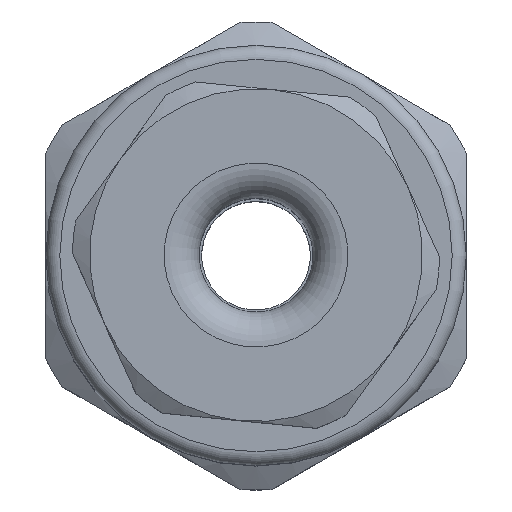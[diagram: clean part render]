
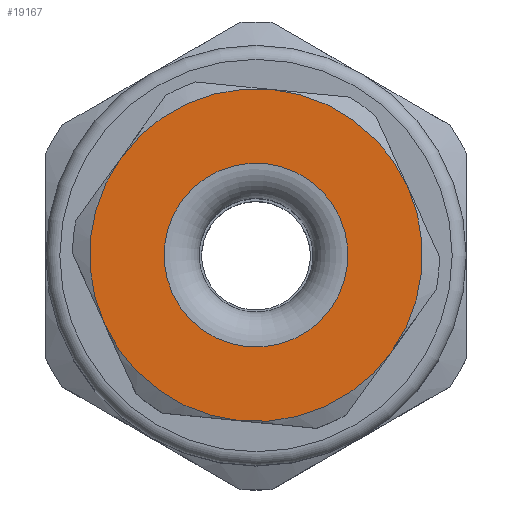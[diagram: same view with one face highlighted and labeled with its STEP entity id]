
A CAD part, top view. The second image highlights one B-rep face of the part: STEP entity #19167.
In plain terms, the highlighted planar face has unit normal (0, 0, 1).
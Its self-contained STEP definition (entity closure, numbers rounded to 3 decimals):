
#18176=CARTESIAN_POINT('',(-0.934,-9.454,47.0));
#18177=VERTEX_POINT('',#18176);
#18224=CARTESIAN_POINT('',(-8.654,-3.918,47.0));
#18225=VERTEX_POINT('',#18224);
#18272=CARTESIAN_POINT('',(-7.721,5.536,47.0));
#18273=VERTEX_POINT('',#18272);
#18320=CARTESIAN_POINT('',(0.934,9.454,47.0));
#18321=VERTEX_POINT('',#18320);
#18368=CARTESIAN_POINT('',(8.654,3.918,47.0));
#18369=VERTEX_POINT('',#18368);
#18416=CARTESIAN_POINT('',(7.721,-5.536,47.0));
#18417=VERTEX_POINT('',#18416);
#18454=CARTESIAN_POINT('',(0.0,-0.0,47.0));
#18455=DIRECTION('',(0.0,0.0,-1.0));
#18456=DIRECTION('',(-0.813,0.583,0.0));
#18457=AXIS2_PLACEMENT_3D('',#18454,#18455,#18456);
#18458=CIRCLE('',#18457,9.5);
#18459=EDGE_CURVE('no 636',#18417,#18177,#18458,.T.);
#18478=CARTESIAN_POINT('',(0.0,-0.0,47.0));
#18479=DIRECTION('',(0.0,0.0,-1.0));
#18480=DIRECTION('',(-0.813,0.583,0.0));
#18481=AXIS2_PLACEMENT_3D('',#18478,#18479,#18480);
#18482=CIRCLE('',#18481,9.5);
#18483=EDGE_CURVE('no 635',#18369,#18417,#18482,.T.);
#18502=CARTESIAN_POINT('',(0.0,-0.0,47.0));
#18503=DIRECTION('',(0.0,0.0,-1.0));
#18504=DIRECTION('',(-0.813,0.583,0.0));
#18505=AXIS2_PLACEMENT_3D('',#18502,#18503,#18504);
#18506=CIRCLE('',#18505,9.5);
#18507=EDGE_CURVE('no 634',#18321,#18369,#18506,.T.);
#18526=CARTESIAN_POINT('',(0.0,-0.0,47.0));
#18527=DIRECTION('',(0.0,0.0,-1.0));
#18528=DIRECTION('',(-0.813,0.583,0.0));
#18529=AXIS2_PLACEMENT_3D('',#18526,#18527,#18528);
#18530=CIRCLE('',#18529,9.5);
#18531=EDGE_CURVE('no 633',#18273,#18321,#18530,.T.);
#18550=CARTESIAN_POINT('',(0.0,-0.0,47.0));
#18551=DIRECTION('',(0.0,0.0,-1.0));
#18552=DIRECTION('',(-0.813,0.583,0.0));
#18553=AXIS2_PLACEMENT_3D('',#18550,#18551,#18552);
#18554=CIRCLE('',#18553,9.5);
#18555=EDGE_CURVE('no 638',#18225,#18273,#18554,.T.);
#18574=CARTESIAN_POINT('',(0.0,-0.0,47.0));
#18575=DIRECTION('',(0.0,0.0,-1.0));
#18576=DIRECTION('',(-0.813,0.583,0.0));
#18577=AXIS2_PLACEMENT_3D('',#18574,#18575,#18576);
#18578=CIRCLE('',#18577,9.5);
#18579=EDGE_CURVE('no 637',#18177,#18225,#18578,.T.);
#19143=CARTESIAN_POINT('',(4.267,-3.059,47.0));
#19144=VERTEX_POINT('',#19143);
#19145=CARTESIAN_POINT('',(0.0,-0.0,47.0));
#19146=DIRECTION('',(0.0,0.0,-1.0));
#19147=DIRECTION('',(0.813,-0.583,-0.0));
#19148=AXIS2_PLACEMENT_3D('',#19145,#19146,#19147);
#19149=CIRCLE('',#19148,5.25);
#19150=EDGE_CURVE('no 960',#19144,#19144,#19149,.T.);
#19151=ORIENTED_EDGE('',*,*,#19150,.T.);
#19152=EDGE_LOOP('',(#19151));
#19153=FACE_OUTER_BOUND('',#19152,.T.);
#19154=ORIENTED_EDGE('',*,*,#18459,.F.);
#19155=ORIENTED_EDGE('',*,*,#18483,.F.);
#19156=ORIENTED_EDGE('',*,*,#18507,.F.);
#19157=ORIENTED_EDGE('',*,*,#18531,.F.);
#19158=ORIENTED_EDGE('',*,*,#18555,.F.);
#19159=ORIENTED_EDGE('',*,*,#18579,.F.);
#19160=EDGE_LOOP('',(#19154,#19155,#19156,#19157,#19158,#19159));
#19161=FACE_BOUND('',#19160,.T.);
#19162=CARTESIAN_POINT('',(0.0,-0.0,47.0));
#19163=DIRECTION('',(-0.0,-0.0,1.0));
#19164=DIRECTION('',(0.813,-0.583,-0.0));
#19165=AXIS2_PLACEMENT_3D('',#19162,#19163,#19164);
#19166=PLANE('',#19165);
#19167=ADVANCED_FACE('no 1',(#19153,#19161),#19166,.T.);
